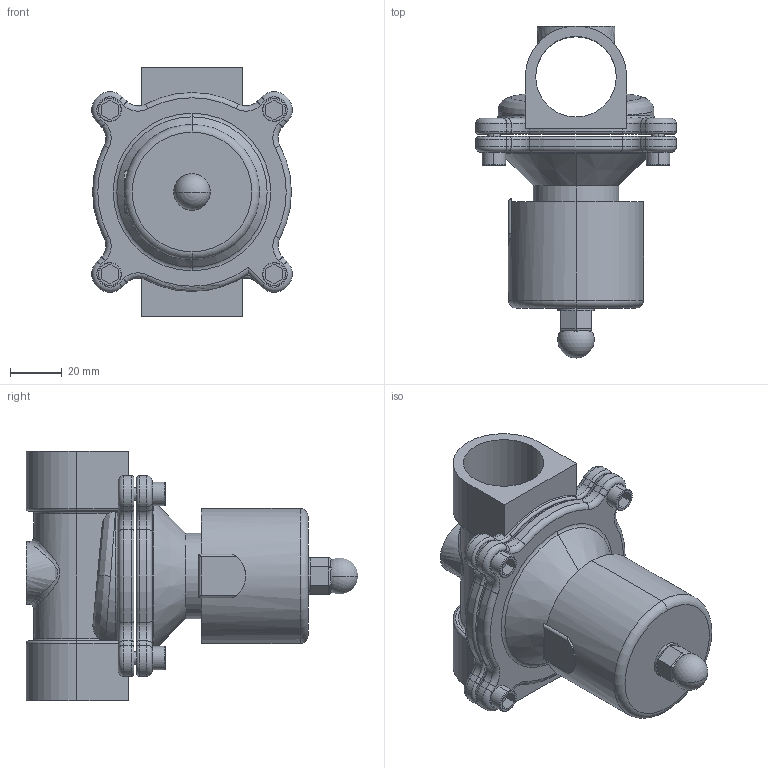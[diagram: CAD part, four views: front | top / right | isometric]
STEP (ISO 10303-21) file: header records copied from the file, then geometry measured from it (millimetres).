
FILE_DESCRIPTION((''),'2;1');
FILE_NAME('2W_250_25','2020-02-27T',('ayaz'),(''),'CREO PARAMETRIC BY PTC INC, 2014350','CREO PARAMETRIC BY PTC INC, 2014350','');
FILE_SCHEMA(('CONFIG_CONTROL_DESIGN'));
Length unit declared in the file: millimetre
Products named in the file (1): 2W_250_25
Bounding box: 77.13 x 127.7 x 96 mm (x, y, z)
Volume: 224739.1 mm3; surface area: 55938.1 mm2
Topology: 2 solids, 2 shells, 457 faces, 1143 edges, 712 vertices
Faces by surface type: plane 222, cylinder 125, torus 78, cone 18, extrusion 6, bspline 6, sphere 2
Entity records: 14704 total; most frequent: CARTESIAN_POINT 3600, DIRECTION 2358, ORIENTED_EDGE 2282, EDGE_CURVE 1141, AXIS2_PLACEMENT_3D 832, VERTEX_POINT 712, VECTOR 694, LINE 688
